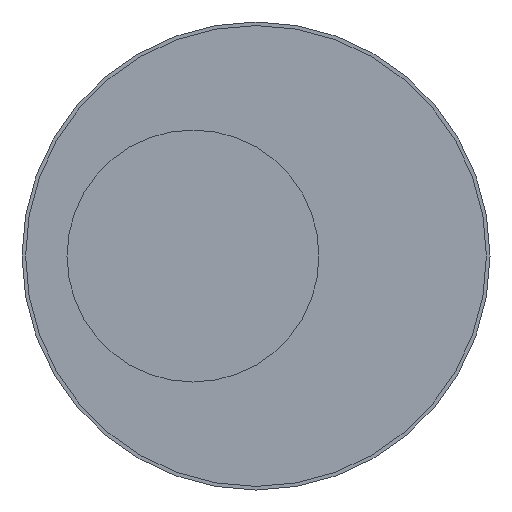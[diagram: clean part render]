
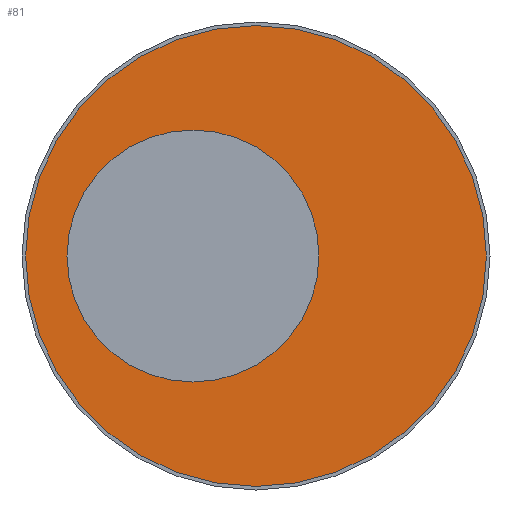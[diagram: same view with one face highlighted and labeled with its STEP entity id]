
A CAD part, front view. The second image highlights one B-rep face of the part: STEP entity #81.
In plain terms, the highlighted planar face has unit normal (0, -1, 0).
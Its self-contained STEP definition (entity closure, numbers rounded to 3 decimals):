
#81=ADVANCED_FACE('',(#98,#99),#100,.T.);
#98=FACE_BOUND('',#120,.T.);
#99=FACE_OUTER_BOUND('',#121,.T.);
#100=PLANE('',#122);
#120=EDGE_LOOP('',(#170,#171));
#121=EDGE_LOOP('',(#172,#173));
#122=AXIS2_PLACEMENT_3D('',#174,#175,#176);
#170=ORIENTED_EDGE('',*,*,#207,.T.);
#171=ORIENTED_EDGE('',*,*,#208,.T.);
#172=ORIENTED_EDGE('',*,*,#211,.T.);
#173=ORIENTED_EDGE('',*,*,#201,.T.);
#174=CARTESIAN_POINT('',(0.0,-16.0,0.0));
#175=DIRECTION('',(0.0,-1.0,0.0));
#176=DIRECTION('',(-1.0,0.0,0.0));
#201=EDGE_CURVE('',#225,#222,#226,.T.);
#207=EDGE_CURVE('',#231,#235,#237,.T.);
#208=EDGE_CURVE('',#235,#231,#238,.T.);
#211=EDGE_CURVE('',#222,#225,#241,.T.);
#222=VERTEX_POINT('',#254);
#225=VERTEX_POINT('',#258);
#226=CIRCLE('',#259,3.2);
#231=VERTEX_POINT('',#265);
#235=VERTEX_POINT('',#270);
#237=CIRCLE('',#273,1.75);
#238=CIRCLE('',#274,1.75);
#241=CIRCLE('',#277,3.2);
#254=CARTESIAN_POINT('',(3.2,-16.0,0.0));
#258=CARTESIAN_POINT('',(-3.2,-16.0,0.));
#259=AXIS2_PLACEMENT_3D('',#289,#290,#291);
#265=CARTESIAN_POINT('',(0.875,-16.0,0.0));
#270=CARTESIAN_POINT('',(-2.625,-16.0,0.));
#273=AXIS2_PLACEMENT_3D('',#301,#302,#303);
#274=AXIS2_PLACEMENT_3D('',#304,#305,#306);
#277=AXIS2_PLACEMENT_3D('',#313,#314,#315);
#289=CARTESIAN_POINT('',(0.0,-16.0,0.0));
#290=DIRECTION('',(0.0,-1.0,0.0));
#291=DIRECTION('',(1.0,0.0,0.0));
#301=CARTESIAN_POINT('',(-0.875,-16.0,0.0));
#302=DIRECTION('',(0.0,1.0,0.0));
#303=DIRECTION('',(1.0,0.0,0.0));
#304=CARTESIAN_POINT('',(-0.875,-16.0,0.0));
#305=DIRECTION('',(0.0,1.0,0.0));
#306=DIRECTION('',(1.0,0.0,0.0));
#313=CARTESIAN_POINT('',(0.0,-16.0,0.0));
#314=DIRECTION('',(0.0,-1.0,0.0));
#315=DIRECTION('',(1.0,0.0,0.0));
